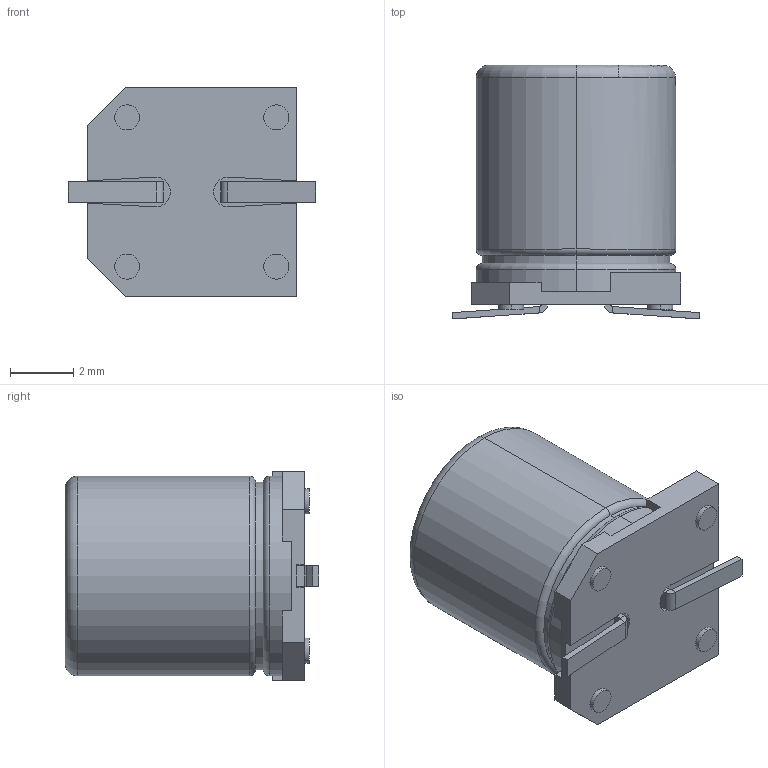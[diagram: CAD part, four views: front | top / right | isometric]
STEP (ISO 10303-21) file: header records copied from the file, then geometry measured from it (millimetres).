
FILE_DESCRIPTION (( 'STEP AP214' ), '1' );
FILE_NAME ('EEE-FTH101XAP.STEP', '2019-04-08T00:47:51', ( '' ), ( '' ), 'SwSTEP 2.0', 'SolidWorks 2017', '' );
FILE_SCHEMA (( 'AUTOMOTIVE_DESIGN' ));
Length unit declared in the file: millimetre
Products named in the file (1): EEE-FTH101XAP
Bounding box: 7.8 x 8 x 6.6 mm (x, y, z)
Volume: 241.9 mm3; surface area: 346.8 mm2
Topology: 5 solids, 5 shells, 97 faces, 221 edges, 138 vertices
Faces by surface type: plane 61, cylinder 28, torus 8
Entity records: 2892 total; most frequent: DIRECTION 482, CARTESIAN_POINT 477, ORIENTED_EDGE 442, EDGE_CURVE 221, AXIS2_PLACEMENT_3D 167, VECTOR 148, LINE 148, VERTEX_POINT 138
